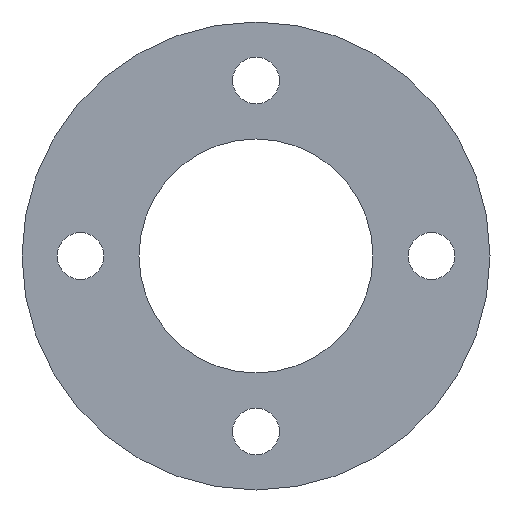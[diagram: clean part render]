
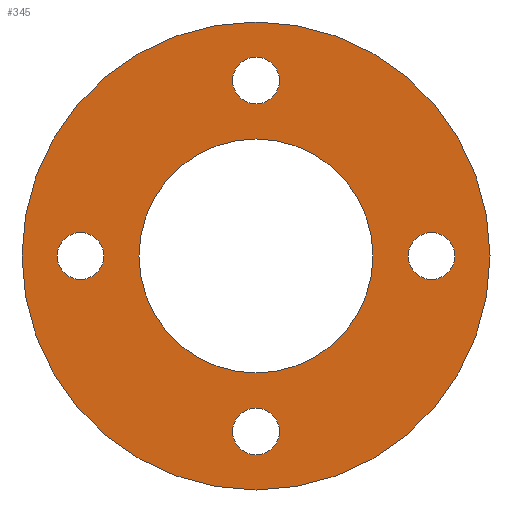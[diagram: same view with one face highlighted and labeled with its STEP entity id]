
A CAD part, front view. The second image highlights one B-rep face of the part: STEP entity #345.
In plain terms, the highlighted planar face has unit normal (0, -1, 0).
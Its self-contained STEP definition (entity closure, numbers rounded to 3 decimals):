
#4 = VERTEX_POINT ( 'NONE', #78 ) ;
#8 = ORIENTED_EDGE ( 'NONE', *, *, #152, .T. ) ;
#10 = ORIENTED_EDGE ( 'NONE', *, *, #382, .T. ) ;
#19 = DIRECTION ( 'NONE',  ( 0., 0., 1. ) ) ;
#26 = DIRECTION ( 'NONE',  ( 0., 0., 1. ) ) ;
#28 = CARTESIAN_POINT ( 'NONE',  ( 0., 0., 0. ) ) ;
#29 = EDGE_CURVE ( 'NONE', #364, #4, #253, .T. ) ;
#37 = CIRCLE ( 'NONE', #114, 8. ) ;
#39 = DIRECTION ( 'NONE',  ( 0., 1., 0. ) ) ;
#41 = EDGE_CURVE ( 'NONE', #4, #364, #294, .T. ) ;
#42 = VERTEX_POINT ( 'NONE', #181 ) ;
#44 = CARTESIAN_POINT ( 'NONE',  ( -12., 0., 1.6 ) ) ;
#53 = EDGE_LOOP ( 'NONE', ( #244, #62 ) ) ;
#55 = CARTESIAN_POINT ( 'NONE',  ( 0., 0., 0. ) ) ;
#62 = ORIENTED_EDGE ( 'NONE', *, *, #140, .F. ) ;
#63 = FACE_BOUND ( 'NONE', #423, .T. ) ;
#73 = AXIS2_PLACEMENT_3D ( 'NONE', #483, #141, #297 ) ;
#76 = DIRECTION ( 'NONE',  ( 0., 1., 0. ) ) ;
#78 = CARTESIAN_POINT ( 'NONE',  ( 0., 0., -10.4 ) ) ;
#79 = DIRECTION ( 'NONE',  ( 0., 0., 1. ) ) ;
#99 = ORIENTED_EDGE ( 'NONE', *, *, #203, .T. ) ;
#107 = CARTESIAN_POINT ( 'NONE',  ( 0., 0., 8. ) ) ;
#108 = CARTESIAN_POINT ( 'NONE',  ( 0., 0., 0. ) ) ;
#109 = DIRECTION ( 'NONE',  ( 0., 0., 1. ) ) ;
#112 = DIRECTION ( 'NONE',  ( 0., 1., 0. ) ) ;
#114 = AXIS2_PLACEMENT_3D ( 'NONE', #55, #162, #471 ) ;
#120 = ORIENTED_EDGE ( 'NONE', *, *, #29, .T. ) ;
#125 = ORIENTED_EDGE ( 'NONE', *, *, #41, .T. ) ;
#130 = VERTEX_POINT ( 'NONE', #359 ) ;
#138 = CARTESIAN_POINT ( 'NONE',  ( 0., 0., 10.4 ) ) ;
#140 = EDGE_CURVE ( 'NONE', #312, #184, #425, .T. ) ;
#141 = DIRECTION ( 'NONE',  ( 0., 1., 0. ) ) ;
#142 = PLANE ( 'NONE',  #426 ) ;
#146 = FACE_BOUND ( 'NONE', #429, .T. ) ;
#152 = EDGE_CURVE ( 'NONE', #42, #198, #274, .T. ) ;
#157 = EDGE_LOOP ( 'NONE', ( #120, #125 ) ) ;
#161 = ORIENTED_EDGE ( 'NONE', *, *, #396, .T. ) ;
#162 = DIRECTION ( 'NONE',  ( 0., 1., 0. ) ) ;
#166 = DIRECTION ( 'NONE',  ( 0., 0., 1. ) ) ;
#169 = AXIS2_PLACEMENT_3D ( 'NONE', #442, #444, #166 ) ;
#181 = CARTESIAN_POINT ( 'NONE',  ( -12., 0., -1.6 ) ) ;
#182 = DIRECTION ( 'NONE',  ( 0., 0., 1. ) ) ;
#184 = VERTEX_POINT ( 'NONE', #235 ) ;
#197 = CARTESIAN_POINT ( 'NONE',  ( 0., 0., 0. ) ) ;
#198 = VERTEX_POINT ( 'NONE', #44 ) ;
#203 = EDGE_CURVE ( 'NONE', #198, #42, #259, .T. ) ;
#204 = DIRECTION ( 'NONE',  ( 0., 1., 0. ) ) ;
#209 = EDGE_CURVE ( 'NONE', #184, #312, #230, .T. ) ;
#214 = CIRCLE ( 'NONE', #243, 1.6 ) ;
#216 = FACE_BOUND ( 'NONE', #280, .T. ) ;
#224 = DIRECTION ( 'NONE',  ( 0., 1., 0. ) ) ;
#227 = DIRECTION ( 'NONE',  ( 0., 0., 1. ) ) ;
#230 = CIRCLE ( 'NONE', #266, 16. ) ;
#232 = CIRCLE ( 'NONE', #418, 1.6 ) ;
#235 = CARTESIAN_POINT ( 'NONE',  ( 0., 0., -16. ) ) ;
#239 = EDGE_CURVE ( 'NONE', #405, #356, #37, .T. ) ;
#241 = AXIS2_PLACEMENT_3D ( 'NONE', #267, #112, #26 ) ;
#243 = AXIS2_PLACEMENT_3D ( 'NONE', #413, #261, #450 ) ;
#244 = ORIENTED_EDGE ( 'NONE', *, *, #209, .F. ) ;
#249 = EDGE_CURVE ( 'NONE', #288, #281, #464, .T. ) ;
#253 = CIRCLE ( 'NONE', #241, 1.6 ) ;
#254 = ORIENTED_EDGE ( 'NONE', *, *, #239, .T. ) ;
#256 = FACE_OUTER_BOUND ( 'NONE', #53, .T. ) ;
#257 = CARTESIAN_POINT ( 'NONE',  ( 0., 0., -8. ) ) ;
#258 = DIRECTION ( 'NONE',  ( 0., 0., 1. ) ) ;
#259 = CIRCLE ( 'NONE', #397, 1.6 ) ;
#261 = DIRECTION ( 'NONE',  ( 0., 1., 0. ) ) ;
#262 = EDGE_CURVE ( 'NONE', #281, #288, #454, .T. ) ;
#266 = AXIS2_PLACEMENT_3D ( 'NONE', #347, #456, #493 ) ;
#267 = CARTESIAN_POINT ( 'NONE',  ( 0., 0., -12. ) ) ;
#269 = CARTESIAN_POINT ( 'NONE',  ( -12., 0., 0. ) ) ;
#274 = CIRCLE ( 'NONE', #487, 1.6 ) ;
#275 = CIRCLE ( 'NONE', #399, 8. ) ;
#277 = ORIENTED_EDGE ( 'NONE', *, *, #383, .T. ) ;
#279 = DIRECTION ( 'NONE',  ( 0., 0., 1. ) ) ;
#280 = EDGE_LOOP ( 'NONE', ( #8, #99 ) ) ;
#281 = VERTEX_POINT ( 'NONE', #475 ) ;
#285 = CARTESIAN_POINT ( 'NONE',  ( 0., 0., 16. ) ) ;
#288 = VERTEX_POINT ( 'NONE', #409 ) ;
#294 = CIRCLE ( 'NONE', #73, 1.6 ) ;
#297 = DIRECTION ( 'NONE',  ( 0., 0., 1. ) ) ;
#311 = DIRECTION ( 'NONE',  ( 0., 1., 0. ) ) ;
#312 = VERTEX_POINT ( 'NONE', #285 ) ;
#325 = ORIENTED_EDGE ( 'NONE', *, *, #249, .T. ) ;
#337 = CARTESIAN_POINT ( 'NONE',  ( 0., 0., -13.6 ) ) ;
#339 = FACE_BOUND ( 'NONE', #157, .T. ) ;
#342 = CARTESIAN_POINT ( 'NONE',  ( 0., 0., 12. ) ) ;
#345 = ADVANCED_FACE ( 'NONE', ( #256, #63, #216, #339, #146, #486 ), #142, .F. ) ;
#347 = CARTESIAN_POINT ( 'NONE',  ( 0., 0., 0. ) ) ;
#356 = VERTEX_POINT ( 'NONE', #107 ) ;
#359 = CARTESIAN_POINT ( 'NONE',  ( 0., 0., 13.6 ) ) ;
#364 = VERTEX_POINT ( 'NONE', #337 ) ;
#377 = AXIS2_PLACEMENT_3D ( 'NONE', #406, #204, #19 ) ;
#382 = EDGE_CURVE ( 'NONE', #432, #130, #232, .T. ) ;
#383 = EDGE_CURVE ( 'NONE', #130, #432, #214, .T. ) ;
#396 = EDGE_CURVE ( 'NONE', #356, #405, #275, .T. ) ;
#397 = AXIS2_PLACEMENT_3D ( 'NONE', #419, #76, #227 ) ;
#399 = AXIS2_PLACEMENT_3D ( 'NONE', #28, #447, #109 ) ;
#405 = VERTEX_POINT ( 'NONE', #257 ) ;
#406 = CARTESIAN_POINT ( 'NONE',  ( 12., 0., 0. ) ) ;
#409 = CARTESIAN_POINT ( 'NONE',  ( 12., 0., 1.6 ) ) ;
#413 = CARTESIAN_POINT ( 'NONE',  ( 0., 0., 12. ) ) ;
#418 = AXIS2_PLACEMENT_3D ( 'NONE', #342, #490, #258 ) ;
#419 = CARTESIAN_POINT ( 'NONE',  ( -12., 0., 0. ) ) ;
#423 = EDGE_LOOP ( 'NONE', ( #254, #161 ) ) ;
#425 = CIRCLE ( 'NONE', #494, 16. ) ;
#426 = AXIS2_PLACEMENT_3D ( 'NONE', #108, #224, #182 ) ;
#429 = EDGE_LOOP ( 'NONE', ( #470, #325 ) ) ;
#432 = VERTEX_POINT ( 'NONE', #138 ) ;
#442 = CARTESIAN_POINT ( 'NONE',  ( 12., 0., 0. ) ) ;
#444 = DIRECTION ( 'NONE',  ( 0., 1., 0. ) ) ;
#447 = DIRECTION ( 'NONE',  ( 0., 1., 0. ) ) ;
#450 = DIRECTION ( 'NONE',  ( 0., 0., 1. ) ) ;
#454 = CIRCLE ( 'NONE', #169, 1.6 ) ;
#456 = DIRECTION ( 'NONE',  ( 0., 1., 0. ) ) ;
#463 = EDGE_LOOP ( 'NONE', ( #10, #277 ) ) ;
#464 = CIRCLE ( 'NONE', #377, 1.6 ) ;
#470 = ORIENTED_EDGE ( 'NONE', *, *, #262, .T. ) ;
#471 = DIRECTION ( 'NONE',  ( 0., 0., 1. ) ) ;
#475 = CARTESIAN_POINT ( 'NONE',  ( 12., 0., -1.6 ) ) ;
#483 = CARTESIAN_POINT ( 'NONE',  ( 0., 0., -12. ) ) ;
#486 = FACE_BOUND ( 'NONE', #463, .T. ) ;
#487 = AXIS2_PLACEMENT_3D ( 'NONE', #269, #311, #79 ) ;
#490 = DIRECTION ( 'NONE',  ( 0., 1., 0. ) ) ;
#493 = DIRECTION ( 'NONE',  ( 0., 0., 1. ) ) ;
#494 = AXIS2_PLACEMENT_3D ( 'NONE', #197, #39, #279 ) ;
